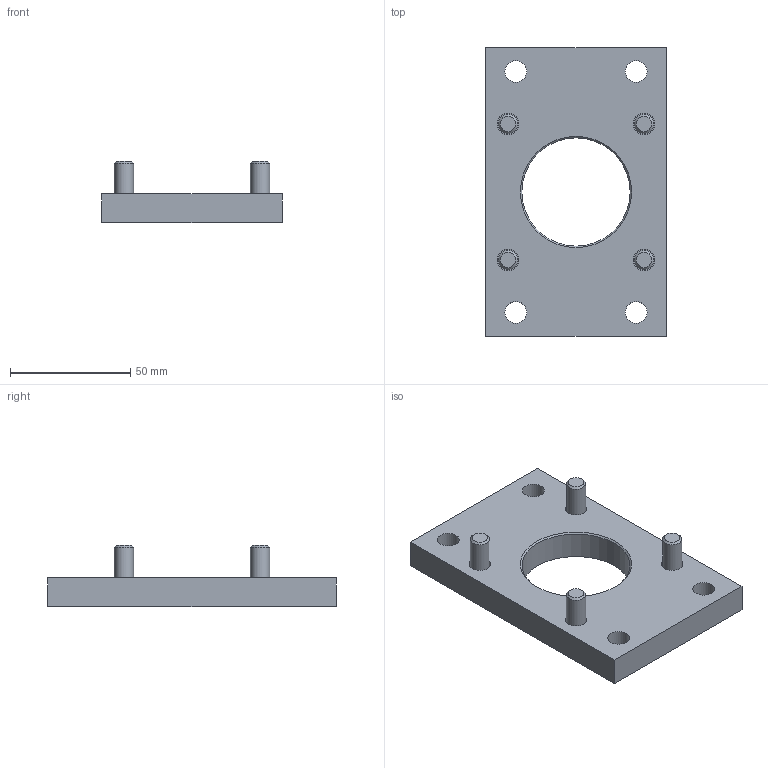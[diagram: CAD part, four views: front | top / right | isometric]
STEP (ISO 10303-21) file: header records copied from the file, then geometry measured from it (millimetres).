
FILE_DESCRIPTION(/* description */ ('STEP AP214'),/* implementation_level */ '2;1');
FILE_NAME(/* name */ '161849_CRFNG-63',/* time_stamp */ '2024-08-08T20:03:04+02:00',/* author */ ('License CC BY-ND 4.0'),/* organization */ ('CADENAS'),/* preprocessor_version */ 'ST-DEVELOPER v19.3',/* originating_system */ 'PARTsolutions',/* authorisation */ ' ');
FILE_SCHEMA (('AUTOMOTIVE_DESIGN {1 0 10303 214 3 1 1}'));
Length unit declared in the file: millimetre
Products named in the file (3): 161849 CRFNG-63; 161849 CRFNG-63---(F); DIN-6912 - M8x20(F)
Assembly tree (5 placements, depth 2):
  161849 CRFNG-63
    161849 CRFNG-63---(F)
    DIN-6912 - M8x20(F)  x4
Bounding box: 75 x 120 x 25.5 mm (x, y, z)
Volume: 86280.6 mm3; surface area: 27391.5 mm2
Topology: 5 solids, 5 shells, 140 faces, 273 edges, 151 vertices
Faces by surface type: plane 70, cone 37, cylinder 25, torus 8
Full cylindrical faces by diameter (mm): 4 x4, 8 x4, 9 x8, 13 x4, 15 x4, 45 x1
Entity records: 1406 total; most frequent: DIRECTION 244, CARTESIAN_POINT 234, ORIENTED_EDGE 168, AXIS2_PLACEMENT_3D 107, FACE_BOUND 99, EDGE_LOOP 98, EDGE_CURVE 84, VERTEX_POINT 63
